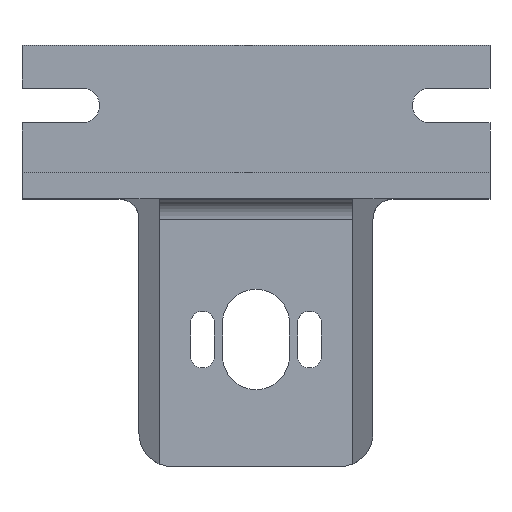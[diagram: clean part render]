
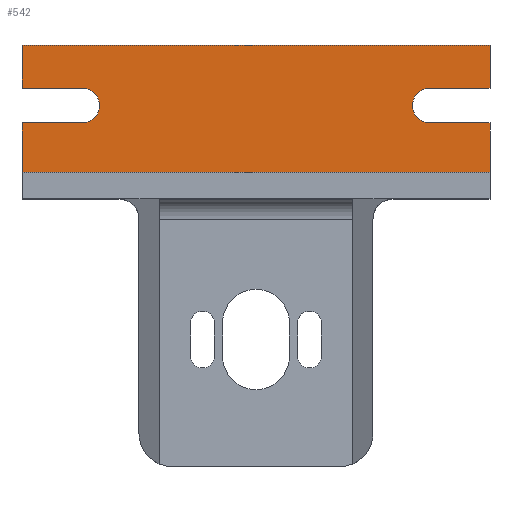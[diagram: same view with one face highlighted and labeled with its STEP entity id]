
A CAD part, top view. The second image highlights one B-rep face of the part: STEP entity #542.
In plain terms, the highlighted planar face has unit normal (0, 0, 1).
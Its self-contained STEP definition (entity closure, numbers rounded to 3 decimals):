
#151=CARTESIAN_POINT('Vertex',(35.,53.,4.)) ;
#165=CARTESIAN_POINT('Vertex',(-35.,53.,4.)) ;
#168=CARTESIAN_POINT('Line Origine',(0.,53.,4.)) ;
#313=CARTESIAN_POINT('Vertex',(35.,34.,4.)) ;
#316=CARTESIAN_POINT('Line Origine',(0.,34.,4.)) ;
#320=CARTESIAN_POINT('Vertex',(-35.,34.,4.)) ;
#457=CARTESIAN_POINT('Axis2P3D Location',(0.,0.,4.)) ;
#462=CARTESIAN_POINT('Line Origine',(35.,49.8,4.)) ;
#466=CARTESIAN_POINT('Vertex',(35.,46.6,4.)) ;
#469=CARTESIAN_POINT('Line Origine',(-35.,49.8,4.)) ;
#473=CARTESIAN_POINT('Vertex',(-35.,46.6,4.)) ;
#476=CARTESIAN_POINT('Line Origine',(-30.5,46.6,4.)) ;
#480=CARTESIAN_POINT('Vertex',(-26.,46.6,4.)) ;
#483=CARTESIAN_POINT('Axis2P3D Location',(-26.,44.,4.)) ;
#487=CARTESIAN_POINT('Vertex',(-26.,41.4,4.)) ;
#490=CARTESIAN_POINT('Line Origine',(-30.5,41.4,4.)) ;
#494=CARTESIAN_POINT('Vertex',(-35.,41.4,4.)) ;
#497=CARTESIAN_POINT('Line Origine',(-35.,37.7,4.)) ;
#502=CARTESIAN_POINT('Line Origine',(35.,37.7,4.)) ;
#506=CARTESIAN_POINT('Vertex',(35.,41.4,4.)) ;
#509=CARTESIAN_POINT('Line Origine',(30.5,41.4,4.)) ;
#513=CARTESIAN_POINT('Vertex',(26.,41.4,4.)) ;
#516=CARTESIAN_POINT('Axis2P3D Location',(26.,44.,4.)) ;
#520=CARTESIAN_POINT('Vertex',(26.,46.6,4.)) ;
#523=CARTESIAN_POINT('Line Origine',(30.5,46.6,4.)) ;
#169=DIRECTION('Vector Direction',(-1.,0.,0.)) ;
#317=DIRECTION('Vector Direction',(-1.,0.,0.)) ;
#458=DIRECTION('Axis2P3D Direction',(0.,0.,1.)) ;
#459=DIRECTION('Axis2P3D XDirection',(1.,0.,0.)) ;
#463=DIRECTION('Vector Direction',(0.,1.,0.)) ;
#470=DIRECTION('Vector Direction',(0.,-1.,0.)) ;
#477=DIRECTION('Vector Direction',(1.,0.,0.)) ;
#484=DIRECTION('Axis2P3D Direction',(0.,0.,1.)) ;
#491=DIRECTION('Vector Direction',(1.,0.,0.)) ;
#498=DIRECTION('Vector Direction',(0.,-1.,0.)) ;
#503=DIRECTION('Vector Direction',(0.,1.,0.)) ;
#510=DIRECTION('Vector Direction',(-1.,0.,0.)) ;
#517=DIRECTION('Axis2P3D Direction',(0.,0.,1.)) ;
#524=DIRECTION('Vector Direction',(-1.,0.,0.)) ;
#460=AXIS2_PLACEMENT_3D('Plane Axis2P3D',#457,#458,#459) ;
#485=AXIS2_PLACEMENT_3D('Circle Axis2P3D',#483,#484,$) ;
#518=AXIS2_PLACEMENT_3D('Circle Axis2P3D',#516,#517,$) ;
#529=ORIENTED_EDGE('',*,*,#468,.T.) ;
#530=ORIENTED_EDGE('',*,*,#172,.T.) ;
#531=ORIENTED_EDGE('',*,*,#475,.T.) ;
#532=ORIENTED_EDGE('',*,*,#482,.T.) ;
#533=ORIENTED_EDGE('',*,*,#489,.F.) ;
#534=ORIENTED_EDGE('',*,*,#496,.F.) ;
#535=ORIENTED_EDGE('',*,*,#501,.T.) ;
#536=ORIENTED_EDGE('',*,*,#322,.F.) ;
#537=ORIENTED_EDGE('',*,*,#508,.T.) ;
#538=ORIENTED_EDGE('',*,*,#515,.T.) ;
#539=ORIENTED_EDGE('',*,*,#522,.F.) ;
#540=ORIENTED_EDGE('',*,*,#527,.F.) ;
#170=VECTOR('Line Direction',#169,1.) ;
#318=VECTOR('Line Direction',#317,1.) ;
#464=VECTOR('Line Direction',#463,1.) ;
#471=VECTOR('Line Direction',#470,1.) ;
#478=VECTOR('Line Direction',#477,1.) ;
#492=VECTOR('Line Direction',#491,1.) ;
#499=VECTOR('Line Direction',#498,1.) ;
#504=VECTOR('Line Direction',#503,1.) ;
#511=VECTOR('Line Direction',#510,1.) ;
#525=VECTOR('Line Direction',#524,1.) ;
#542=ADVANCED_FACE('Corps principal',(#541),#461,.T.) ;
#486=CIRCLE('generated circle',#485,2.6) ;
#519=CIRCLE('generated circle',#518,2.6) ;
#172=EDGE_CURVE('',#152,#166,#171,.T.) ;
#322=EDGE_CURVE('',#314,#321,#319,.T.) ;
#468=EDGE_CURVE('',#467,#152,#465,.T.) ;
#475=EDGE_CURVE('',#166,#474,#472,.T.) ;
#482=EDGE_CURVE('',#474,#481,#479,.T.) ;
#489=EDGE_CURVE('',#488,#481,#486,.T.) ;
#496=EDGE_CURVE('',#495,#488,#493,.T.) ;
#501=EDGE_CURVE('',#495,#321,#500,.T.) ;
#508=EDGE_CURVE('',#314,#507,#505,.T.) ;
#515=EDGE_CURVE('',#507,#514,#512,.T.) ;
#522=EDGE_CURVE('',#521,#514,#519,.T.) ;
#527=EDGE_CURVE('',#467,#521,#526,.T.) ;
#528=EDGE_LOOP('',(#529,#530,#531,#532,#533,#534,#535,#536,#537,#538,#539,#540)) ;
#541=FACE_OUTER_BOUND('',#528,.T.) ;
#171=LINE('Line',#168,#170) ;
#319=LINE('Line',#316,#318) ;
#465=LINE('Line',#462,#464) ;
#472=LINE('Line',#469,#471) ;
#479=LINE('Line',#476,#478) ;
#493=LINE('Line',#490,#492) ;
#500=LINE('Line',#497,#499) ;
#505=LINE('Line',#502,#504) ;
#512=LINE('Line',#509,#511) ;
#526=LINE('Line',#523,#525) ;
#461=PLANE('',#460) ;
#152=VERTEX_POINT('',#151) ;
#166=VERTEX_POINT('',#165) ;
#314=VERTEX_POINT('',#313) ;
#321=VERTEX_POINT('',#320) ;
#467=VERTEX_POINT('',#466) ;
#474=VERTEX_POINT('',#473) ;
#481=VERTEX_POINT('',#480) ;
#488=VERTEX_POINT('',#487) ;
#495=VERTEX_POINT('',#494) ;
#507=VERTEX_POINT('',#506) ;
#514=VERTEX_POINT('',#513) ;
#521=VERTEX_POINT('',#520) ;
